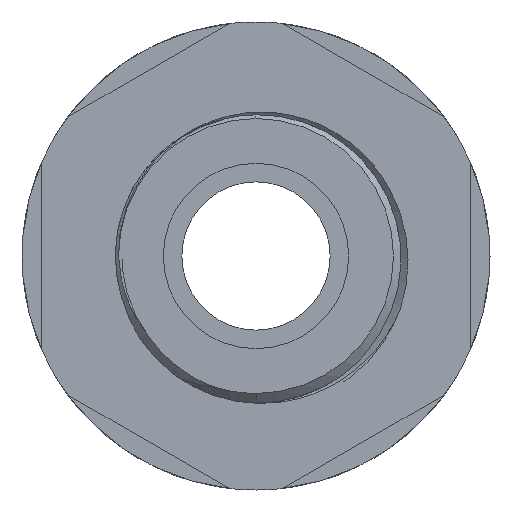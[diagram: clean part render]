
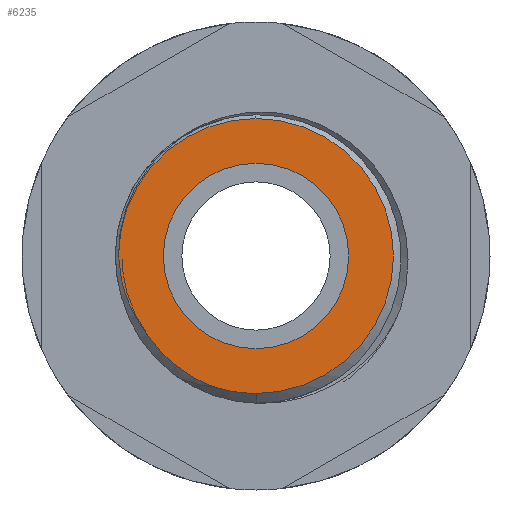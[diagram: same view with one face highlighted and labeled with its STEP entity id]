
A CAD part, front view. The second image highlights one B-rep face of the part: STEP entity #6235.
In plain terms, the highlighted planar face has unit normal (0, -1, 0).
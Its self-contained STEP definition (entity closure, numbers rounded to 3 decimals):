
#238 = DIRECTION ( 'NONE',  ( 0., -1., 0. ) ) ;
#423 = CARTESIAN_POINT ( 'NONE',  ( -7.024, -8., -0.733 ) ) ;
#426 = CIRCLE ( 'NONE', #3362, 4.75 ) ;
#517 = CARTESIAN_POINT ( 'NONE',  ( 0., -8., -4.75 ) ) ;
#975 = DIRECTION ( 'NONE',  ( 0., -1., 0. ) ) ;
#1235 = CARTESIAN_POINT ( 'NONE',  ( -6.373, -8., -2.839 ) ) ;
#1249 = B_SPLINE_CURVE_WITH_KNOTS ( 'NONE', 3,
 ( #4169, #8171, #7445, #2591, #8238, #3416, #9023, #4241, #9828, #5062 ),
 .UNSPECIFIED., .F., .F.,
 ( 4, 2, 2, 2, 4 ),
 ( 0., 0.001, 0.002, 0.003, 0.004 ),
 .UNSPECIFIED. ) ;
#1279 = CARTESIAN_POINT ( 'NONE',  ( 0., -8., 0. ) ) ;
#1294 = CARTESIAN_POINT ( 'NONE',  ( -2.097, -8., -6.731 ) ) ;
#1317 = CARTESIAN_POINT ( 'NONE',  ( 0., -8., 0. ) ) ;
#1347 = AXIS2_PLACEMENT_3D ( 'NONE', #5824, #975, #6640 ) ;
#1683 = VERTEX_POINT ( 'NONE', #8673 ) ;
#1740 = ORIENTED_EDGE ( 'NONE', *, *, #6042, .T. ) ;
#1884 = CIRCLE ( 'NONE', #4541, 7.05 ) ;
#2011 = AXIS2_PLACEMENT_3D ( 'NONE', #2751, #8385, #3581 ) ;
#2028 = CARTESIAN_POINT ( 'NONE',  ( -5.555, -8., -4.06 ) ) ;
#2064 = B_SPLINE_CURVE_WITH_KNOTS ( 'NONE', 3,
 ( #5271, #423, #6069, #1235, #6886, #2028 ),
 .UNSPECIFIED., .F., .F.,
 ( 4, 2, 4 ),
 ( 0.009, 0.012, 0.014 ),
 .UNSPECIFIED. ) ;
#2119 = DIRECTION ( 'NONE',  ( 0., 0., -1. ) ) ;
#2218 = VERTEX_POINT ( 'NONE', #1294 ) ;
#2228 = VERTEX_POINT ( 'NONE', #517 ) ;
#2327 = ORIENTED_EDGE ( 'NONE', *, *, #5450, .T. ) ;
#2480 = VERTEX_POINT ( 'NONE', #6161 ) ;
#2591 = CARTESIAN_POINT ( 'NONE',  ( -4.608, -8., -5.197 ) ) ;
#2751 = CARTESIAN_POINT ( 'NONE',  ( 0., -8., 0. ) ) ;
#2831 = VERTEX_POINT ( 'NONE', #7503 ) ;
#2890 = DIRECTION ( 'NONE',  ( 0., 1., 0. ) ) ;
#3323 = CARTESIAN_POINT ( 'NONE',  ( 0., -8., 0. ) ) ;
#3362 = AXIS2_PLACEMENT_3D ( 'NONE', #1317, #6982, #2119 ) ;
#3367 = FACE_BOUND ( 'NONE', #7612, .T. ) ;
#3416 = CARTESIAN_POINT ( 'NONE',  ( -3.743, -8., -5.901 ) ) ;
#3463 = ORIENTED_EDGE ( 'NONE', *, *, #9651, .T. ) ;
#3581 = DIRECTION ( 'NONE',  ( 0., 0., 1. ) ) ;
#4103 = CIRCLE ( 'NONE', #9068, 4.75 ) ;
#4149 = DIRECTION ( 'NONE',  ( 0., 0., 1. ) ) ;
#4169 = CARTESIAN_POINT ( 'NONE',  ( -5.555, -8., -4.06 ) ) ;
#4241 = CARTESIAN_POINT ( 'NONE',  ( -2.788, -8., -6.454 ) ) ;
#4414 = ORIENTED_EDGE ( 'NONE', *, *, #10119, .T. ) ;
#4510 = PLANE ( 'NONE',  #6355 ) ;
#4541 = AXIS2_PLACEMENT_3D ( 'NONE', #3323, #8932, #4149 ) ;
#4974 = EDGE_CURVE ( 'NONE', #2480, #2228, #426, .T. ) ;
#5062 = CARTESIAN_POINT ( 'NONE',  ( -2.097, -8., -6.731 ) ) ;
#5103 = CARTESIAN_POINT ( 'NONE',  ( 0., -8., 0. ) ) ;
#5271 = CARTESIAN_POINT ( 'NONE',  ( -7.05, -8., 0.005 ) ) ;
#5380 = ORIENTED_EDGE ( 'NONE', *, *, #8466, .F. ) ;
#5450 = EDGE_CURVE ( 'NONE', #9878, #2218, #1249, .T. ) ;
#5528 = FACE_OUTER_BOUND ( 'NONE', #8094, .T. ) ;
#5824 = CARTESIAN_POINT ( 'NONE',  ( 0., -8., 0. ) ) ;
#5890 = DIRECTION ( 'NONE',  ( 0., 0., -1. ) ) ;
#6042 = EDGE_CURVE ( 'NONE', #2218, #1683, #7280, .T. ) ;
#6069 = CARTESIAN_POINT ( 'NONE',  ( -6.884, -8., -1.449 ) ) ;
#6161 = CARTESIAN_POINT ( 'NONE',  ( 0., -8., 4.75 ) ) ;
#6235 = ADVANCED_FACE ( 'NONE', ( #3367, #5528 ), #4510, .F. ) ;
#6355 = AXIS2_PLACEMENT_3D ( 'NONE', #1279, #2890, #8519 ) ;
#6640 = DIRECTION ( 'NONE',  ( 0., 0., 1. ) ) ;
#6886 = CARTESIAN_POINT ( 'NONE',  ( -6.015, -8., -3.479 ) ) ;
#6982 = DIRECTION ( 'NONE',  ( 0., -1., 0. ) ) ;
#7257 = VERTEX_POINT ( 'NONE', #8175 ) ;
#7280 = CIRCLE ( 'NONE', #2011, 7.05 ) ;
#7445 = CARTESIAN_POINT ( 'NONE',  ( -5.115, -8., -4.658 ) ) ;
#7503 = CARTESIAN_POINT ( 'NONE',  ( 0., -8., 7.05 ) ) ;
#7612 = EDGE_LOOP ( 'NONE', ( #5380, #9830 ) ) ;
#7867 = EDGE_CURVE ( 'NONE', #1683, #2831, #9734, .T. ) ;
#8094 = EDGE_LOOP ( 'NONE', ( #1740, #9495, #3463, #4414, #2327 ) ) ;
#8171 = CARTESIAN_POINT ( 'NONE',  ( -5.346, -8., -4.369 ) ) ;
#8175 = CARTESIAN_POINT ( 'NONE',  ( -7.05, -8., 0.005 ) ) ;
#8238 = CARTESIAN_POINT ( 'NONE',  ( -4.33, -8., -5.449 ) ) ;
#8385 = DIRECTION ( 'NONE',  ( 0., -1., 0. ) ) ;
#8466 = EDGE_CURVE ( 'NONE', #2228, #2480, #4103, .T. ) ;
#8519 = DIRECTION ( 'NONE',  ( 0., 0., 1. ) ) ;
#8673 = CARTESIAN_POINT ( 'NONE',  ( 0., -8., -7.05 ) ) ;
#8932 = DIRECTION ( 'NONE',  ( 0., -1., 0. ) ) ;
#9023 = CARTESIAN_POINT ( 'NONE',  ( -3.435, -8., -6.102 ) ) ;
#9068 = AXIS2_PLACEMENT_3D ( 'NONE', #5103, #238, #5890 ) ;
#9495 = ORIENTED_EDGE ( 'NONE', *, *, #7867, .T. ) ;
#9651 = EDGE_CURVE ( 'NONE', #2831, #7257, #1884, .T. ) ;
#9734 = CIRCLE ( 'NONE', #1347, 7.05 ) ;
#9828 = CARTESIAN_POINT ( 'NONE',  ( -2.447, -8., -6.607 ) ) ;
#9830 = ORIENTED_EDGE ( 'NONE', *, *, #4974, .F. ) ;
#9878 = VERTEX_POINT ( 'NONE', #9981 ) ;
#9981 = CARTESIAN_POINT ( 'NONE',  ( -5.555, -8., -4.06 ) ) ;
#10119 = EDGE_CURVE ( 'NONE', #7257, #9878, #2064, .T. ) ;
